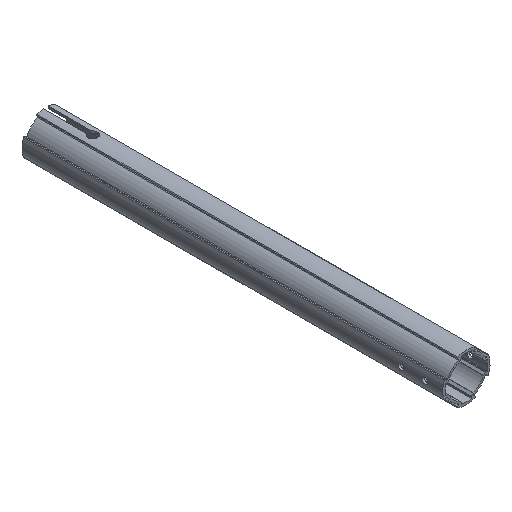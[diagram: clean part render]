
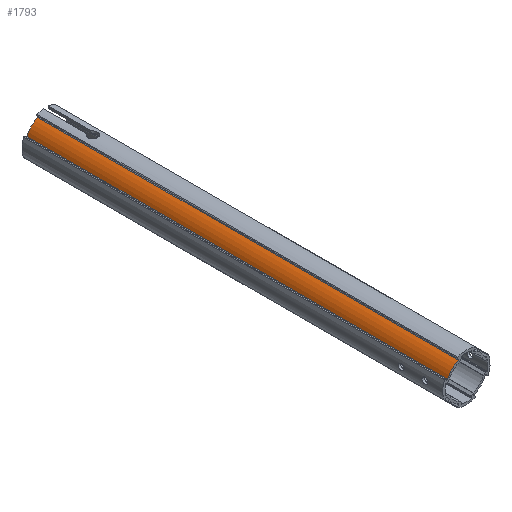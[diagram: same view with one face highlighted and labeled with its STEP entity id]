
A CAD part, isometric view. The second image highlights one B-rep face of the part: STEP entity #1793.
In plain terms, the highlighted cylindrical face has radius 17.2 mm (diameter 34.4 mm), a partial arc.
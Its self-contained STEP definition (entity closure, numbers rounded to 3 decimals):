
#45=CIRCLE('',#1844,17.2);
#133=CIRCLE('',#2006,17.2);
#247=FACE_OUTER_BOUND('',#342,.T.);
#342=EDGE_LOOP('',(#1539,#1540,#1541,#1542));
#484=LINE('',#3416,#624);
#485=LINE('',#3420,#625);
#624=VECTOR('',#2531,10.);
#625=VECTOR('',#2536,10.);
#702=VERTEX_POINT('',#3015);
#703=VERTEX_POINT('',#3017);
#828=VERTEX_POINT('',#3414);
#829=VERTEX_POINT('',#3418);
#893=EDGE_CURVE('',#702,#703,#45,.T.);
#1093=EDGE_CURVE('',#828,#703,#484,.T.);
#1094=EDGE_CURVE('',#829,#828,#133,.T.);
#1095=EDGE_CURVE('',#829,#702,#485,.T.);
#1539=ORIENTED_EDGE('',*,*,#1094,.T.);
#1540=ORIENTED_EDGE('',*,*,#1093,.T.);
#1541=ORIENTED_EDGE('',*,*,#893,.F.);
#1542=ORIENTED_EDGE('',*,*,#1095,.F.);
#1707=CYLINDRICAL_SURFACE('',#2005,17.2);
#1793=ADVANCED_FACE('',(#247),#1707,.T.);
#1844=AXIS2_PLACEMENT_3D('',#3018,#2097,#2098);
#2005=AXIS2_PLACEMENT_3D('',#3417,#2532,#2533);
#2006=AXIS2_PLACEMENT_3D('',#3419,#2534,#2535);
#2097=DIRECTION('center_axis',(0.,1.,0.));
#2098=DIRECTION('ref_axis',(-0.922,0.,0.387));
#2531=DIRECTION('',(0.,1.,0.));
#2532=DIRECTION('center_axis',(0.,1.,0.));
#2533=DIRECTION('ref_axis',(-0.922,0.,0.387));
#2534=DIRECTION('center_axis',(0.,1.,0.));
#2535=DIRECTION('ref_axis',(-0.922,0.,0.387));
#2536=DIRECTION('',(0.,1.,0.));
#3015=CARTESIAN_POINT('',(-15.861,355.,6.653));
#3017=CARTESIAN_POINT('',(-6.653,355.,15.861));
#3018=CARTESIAN_POINT('Origin',(0.,355.,0.));
#3414=CARTESIAN_POINT('',(-6.653,0.,15.861));
#3416=CARTESIAN_POINT('',(-6.653,0.,15.861));
#3417=CARTESIAN_POINT('Origin',(0.,0.,0.));
#3418=CARTESIAN_POINT('',(-15.861,0.,6.653));
#3419=CARTESIAN_POINT('Origin',(0.,0.,0.));
#3420=CARTESIAN_POINT('',(-15.861,0.,6.653));
